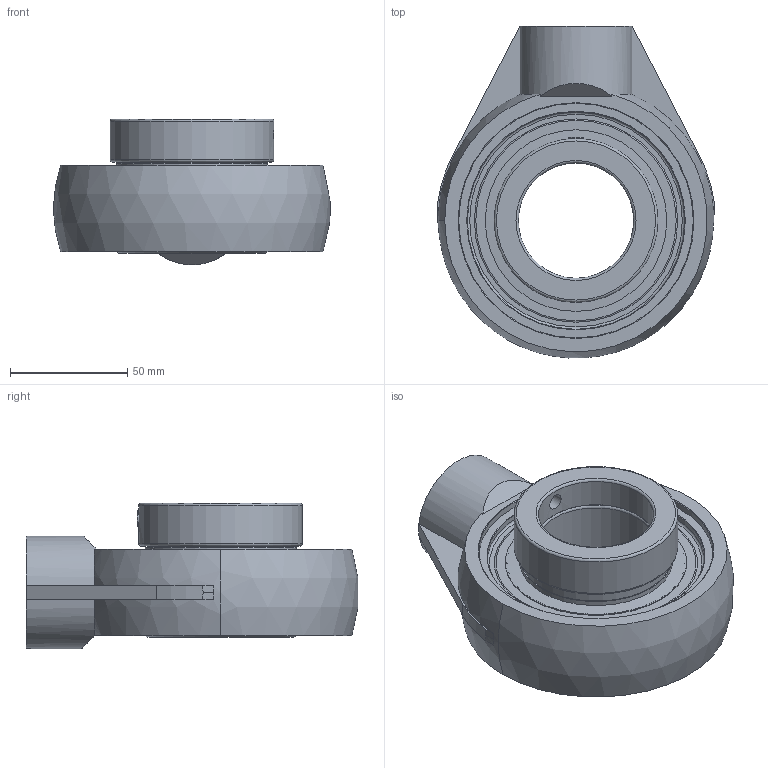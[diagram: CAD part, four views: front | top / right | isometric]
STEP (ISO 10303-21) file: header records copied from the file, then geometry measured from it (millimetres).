
FILE_DESCRIPTION(('HOOPS Exchange Step'),'2;1');
FILE_NAME('export-F376DA92-7C36-4566-A2A7-E17474E068E9.stp','2020-05-20T08:21:53-07:00',('dkerr'),('Alibre'),'HOOPS Exchange 2020.0','Alibre','Unknown authorisation');
FILE_SCHEMA( ('AP242_MANAGED_MODEL_BASED_3D_ENGINEERING_MIM_LF {1 0 10303 442 1 1 4 }') );
Length unit declared in the file: inch
Products named in the file (8): MRN SHAM L4L 210; SNC 210 (Ball Bearing); SNC 210 (Shield); SNC 210 (Setscrew); SNC 210-31 (Collar); SNC 210-31 L4L (1.9375inch) (Race); MRN SNC 210-31 L4L (1.9375inch); MRN SNCSHAM 210-31 L4L (1.9375inch)
Assembly tree (8 placements, depth 3):
  MRN SNCSHAM 210-31 L4L (1.9375inch)
    MRN SHAM L4L 210
    MRN SNC 210-31 L4L (1.9375inch)
      SNC 210 (Ball Bearing)
      SNC 210 (Shield)  x2
      SNC 210 (Setscrew)
      SNC 210-31 (Collar)
      SNC 210-31 L4L (1.9375inch) (Race)
Bounding box: 118 x 141.58 x 62.08 mm (x, y, z)
Volume: 314866.9 mm3; surface area: 97648.1 mm2
Topology: 17 solids, 17 shells, 139 faces, 373 edges, 246 vertices
Faces by surface type: plane 44, cylinder 41, sphere 19, torus 17, cone 14, bspline 4
Full cylindrical faces by diameter (mm): 6.782 x3, 25.4 x1, 49.212 x2, 59.385 x2, 64.516 x4, 65.278 x2, 69.901 x1, 76.2 x2, 77.47 x2, 92.741 x1, 94.741 x1, 100.1 x1
Entity records: 6479 total; most frequent: CARTESIAN_POINT 2915, DIRECTION 779, ORIENTED_EDGE 650, AXIS2_PLACEMENT_3D 338, EDGE_CURVE 325, VERTEX_POINT 232, CIRCLE 184, EDGE_LOOP 151
